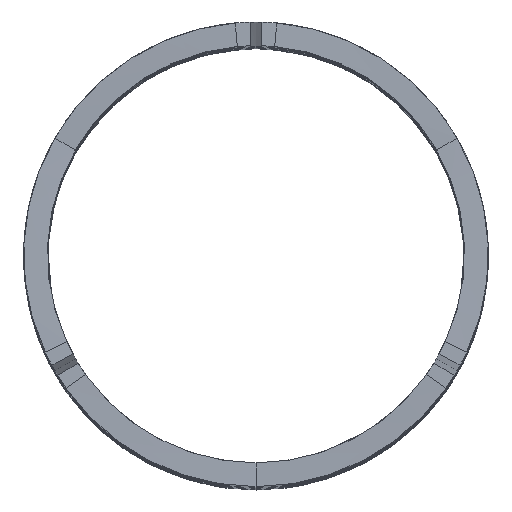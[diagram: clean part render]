
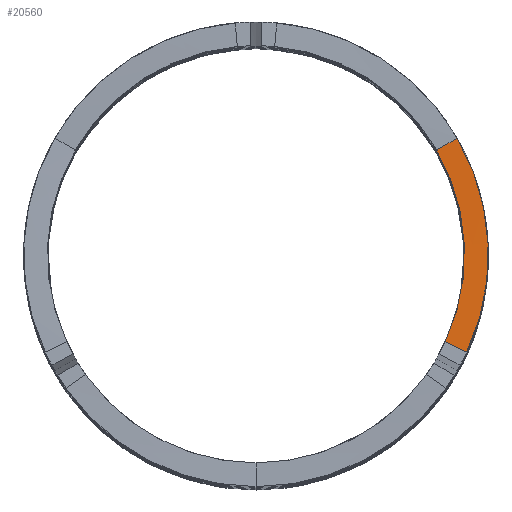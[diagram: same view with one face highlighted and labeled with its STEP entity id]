
A CAD part, top view. The second image highlights one B-rep face of the part: STEP entity #20560.
In plain terms, the highlighted free-form (B-spline) face has degree [3, 3] with [9, 4] control points.
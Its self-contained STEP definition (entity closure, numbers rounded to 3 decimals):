
#1112=CARTESIAN_POINT('',(0.677,1.172,
0.798));
#1113=CARTESIAN_POINT('',(0.708,1.118,
0.8));
#1114=CARTESIAN_POINT('',(0.757,1.003,
0.803));
#1115=CARTESIAN_POINT('',(0.788,0.817,
0.808));
#1116=CARTESIAN_POINT('',(0.774,0.629,
0.813));
#1117=CARTESIAN_POINT('',(0.735,0.509,
0.817));
#1118=CARTESIAN_POINT('',(0.709,0.453,
0.818));
#1944=CARTESIAN_POINT('',(0.608,1.132,
0.798));
#1945=CARTESIAN_POINT('',(0.636,1.084,
0.8));
#1946=CARTESIAN_POINT('',(0.68,0.98,
0.803));
#1947=CARTESIAN_POINT('',(0.708,0.813,
0.808));
#1948=CARTESIAN_POINT('',(0.695,0.645,
0.813));
#1949=CARTESIAN_POINT('',(0.66,0.537,
0.817));
#1950=CARTESIAN_POINT('',(0.636,0.487,
0.818));
#5690=DIRECTION('',(-0.866,-0.5,0.));
#5691=VECTOR('',#5690,0.08);
#5692=CARTESIAN_POINT('',(0.677,1.172,
0.798));
#5693=LINE('',#5692,#5691);
#5698=DIRECTION('',(-0.907,0.421,0.));
#5699=VECTOR('',#5698,0.08);
#5700=CARTESIAN_POINT('',(0.709,0.453,
0.818));
#5701=LINE('',#5700,#5699);
#6262=CARTESIAN_POINT('',(0.709,0.453,
0.818));
#6264=VERTEX_POINT('',#6262);
#6294=CARTESIAN_POINT('',(0.636,0.487,
0.818));
#6296=VERTEX_POINT('',#6294);
#7302=CARTESIAN_POINT('',(0.677,1.172,
0.798));
#7304=VERTEX_POINT('',#7302);
#7334=CARTESIAN_POINT('',(0.608,1.132,
0.798));
#7336=VERTEX_POINT('',#7334);
#20516=CARTESIAN_POINT('',(0.622,0.479,
0.819));
#20517=CARTESIAN_POINT('',(0.652,0.464,
0.819));
#20518=CARTESIAN_POINT('',(0.682,0.45,
0.819));
#20519=CARTESIAN_POINT('',(0.711,0.435,
0.819));
#20520=CARTESIAN_POINT('',(0.624,0.483,
0.819));
#20521=CARTESIAN_POINT('',(0.654,0.468,
0.819));
#20522=CARTESIAN_POINT('',(0.684,0.454,
0.819));
#20523=CARTESIAN_POINT('',(0.714,0.44,
0.819));
#20524=CARTESIAN_POINT('',(0.649,0.536,
0.817));
#20525=CARTESIAN_POINT('',(0.681,0.525,
0.817));
#20526=CARTESIAN_POINT('',(0.712,0.513,
0.817));
#20527=CARTESIAN_POINT('',(0.743,0.501,
0.817));
#20528=CARTESIAN_POINT('',(0.685,0.646,
0.813));
#20529=CARTESIAN_POINT('',(0.718,0.64,
0.813));
#20530=CARTESIAN_POINT('',(0.751,0.633,
0.813));
#20531=CARTESIAN_POINT('',(0.784,0.627,
0.813));
#20532=CARTESIAN_POINT('',(0.698,0.813,
0.808));
#20533=CARTESIAN_POINT('',(0.731,0.814,
0.808));
#20534=CARTESIAN_POINT('',(0.765,0.816,
0.808));
#20535=CARTESIAN_POINT('',(0.798,0.817,
0.808));
#20536=CARTESIAN_POINT('',(0.67,0.977,
0.803));
#20537=CARTESIAN_POINT('',(0.703,0.987,
0.803));
#20538=CARTESIAN_POINT('',(0.735,0.996,
0.803));
#20539=CARTESIAN_POINT('',(0.767,1.006,
0.803));
#20540=CARTESIAN_POINT('',(0.625,1.084,
0.8));
#20541=CARTESIAN_POINT('',(0.655,1.098,
0.8));
#20542=CARTESIAN_POINT('',(0.685,1.113,
0.8));
#20543=CARTESIAN_POINT('',(0.715,1.127,
0.8));
#20544=CARTESIAN_POINT('',(0.595,1.135,
0.798));
#20545=CARTESIAN_POINT('',(0.623,1.152,
0.798));
#20546=CARTESIAN_POINT('',(0.652,1.169,
0.798));
#20547=CARTESIAN_POINT('',(0.68,1.186,
0.798));
#20548=CARTESIAN_POINT('',(0.592,1.139,
0.798));
#20549=CARTESIAN_POINT('',(0.621,1.156,
0.798));
#20550=CARTESIAN_POINT('',(0.649,1.173,
0.798));
#20551=CARTESIAN_POINT('',(0.678,1.19,
0.798));
#20552=B_SPLINE_SURFACE_WITH_KNOTS('',3,3,((#20516,#20517,#20518,#20519),
(#20520,#20521,#20522,#20523),(#20524,#20525,#20526,#20527),(#20528,#20529,
#20530,#20531),(#20532,#20533,#20534,#20535),(#20536,#20537,#20538,#20539),(
#20540,#20541,#20542,#20543),(#20544,#20545,#20546,#20547),(#20548,#20549,
#20550,#20551)),.UNSPECIFIED.,.F.,.F.,.F.,(4,1,1,1,1,1,4),(4,4),(
-0.02,0.,0.25,0.5,0.75,1.,1.02),(-0.123,
1.123),.UNSPECIFIED.);
#20553=ORIENTED_EDGE('',*,*,#20507,.F.);
#20554=ORIENTED_EDGE('',*,*,#7493,.T.);
#20556=ORIENTED_EDGE('',*,*,#20555,.T.);
#20557=ORIENTED_EDGE('',*,*,#7954,.F.);
#20558=EDGE_LOOP('',(#20553,#20554,#20556,#20557));
#20559=FACE_OUTER_BOUND('',#20558,.F.);
#1119=B_SPLINE_CURVE_WITH_KNOTS('',3,(#1112,#1113,#1114,#1115,#1116,#1117,
#1118),.UNSPECIFIED.,.F.,.F.,(4,1,1,1,4),(0.,0.25,0.5,0.75,1.),
.UNSPECIFIED.);
#1951=B_SPLINE_CURVE_WITH_KNOTS('',3,(#1944,#1945,#1946,#1947,#1948,#1949,
#1950),.UNSPECIFIED.,.F.,.F.,(4,1,1,1,4),(0.,0.25,0.5,0.75,1.),
.UNSPECIFIED.);
#7493=EDGE_CURVE('',#7304,#6264,#1119,.T.);
#7954=EDGE_CURVE('',#7336,#6296,#1951,.T.);
#20507=EDGE_CURVE('',#7304,#7336,#5693,.T.);
#20555=EDGE_CURVE('',#6264,#6296,#5701,.T.);
#20560=ADVANCED_FACE('',(#20559),#20552,.F.);
